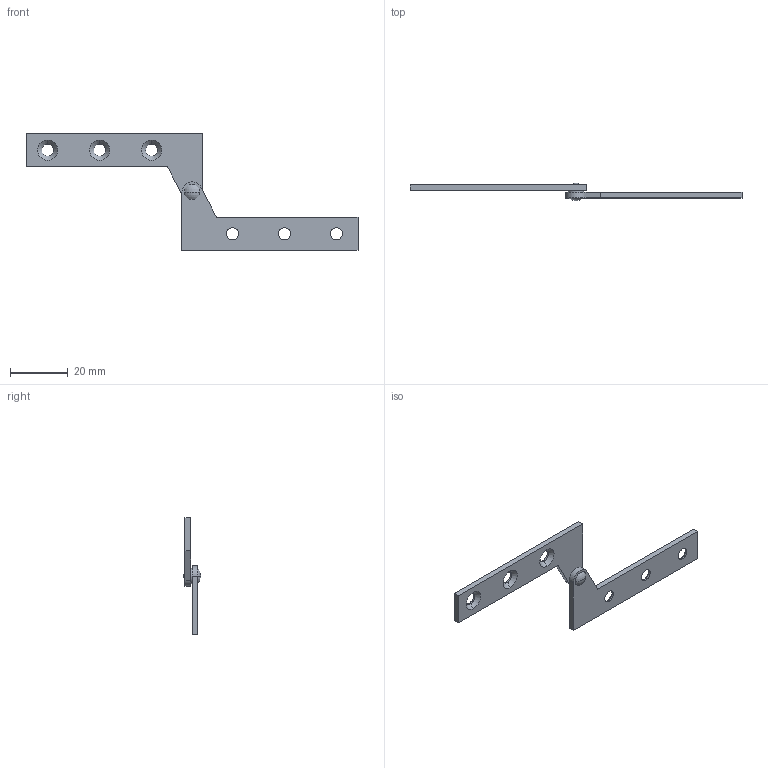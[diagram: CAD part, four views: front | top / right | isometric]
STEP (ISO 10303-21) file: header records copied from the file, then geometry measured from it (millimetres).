
FILE_DESCRIPTION (( 'STEP AP203' ), '1' );
FILE_NAME ('B-1057-4.STEP', '2008-12-17T04:23:55', ( ' ' ), ( ' ' ), 'SwSTEP 2.0', 'SolidWorks 2007', '' );
FILE_SCHEMA (( 'CONFIG_CONTROL_DESIGN' ));
Length unit declared in the file: millimetre
Products named in the file (5): B-1057-4僸儞僕B__棉太倌; B-1057-4儚僢僔儍乕__棉太倌; B-1057-4僸儞僕A__棉太倌; B-1057-4; B-1057-4僔儍僼僩__棉太倌
Assembly tree (4 placements, depth 2):
  B-1057-4
    B-1057-4僸儞僕B__棉太倌
    B-1057-4儚僢僔儍乕__棉太倌
    B-1057-4僔儍僼僩__棉太倌
    B-1057-4僸儞僕A__棉太倌
Bounding box: 115 x 6.1 x 40.5 mm (x, y, z)
Volume: 2985 mm3; surface area: 3957.9 mm2
Topology: 4 solids, 4 shells, 59 faces, 137 edges, 88 vertices
Faces by surface type: cylinder 25, plane 18, cone 12, sphere 4
Entity records: 2260 total; most frequent: DIRECTION 339, CARTESIAN_POINT 291, ORIENTED_EDGE 274, EDGE_CURVE 137, AXIS2_PLACEMENT_3D 136, VERTEX_POINT 88, EDGE_LOOP 79, CIRCLE 70
